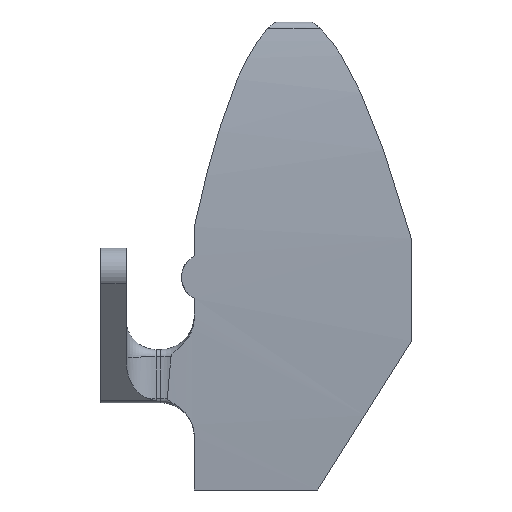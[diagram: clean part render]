
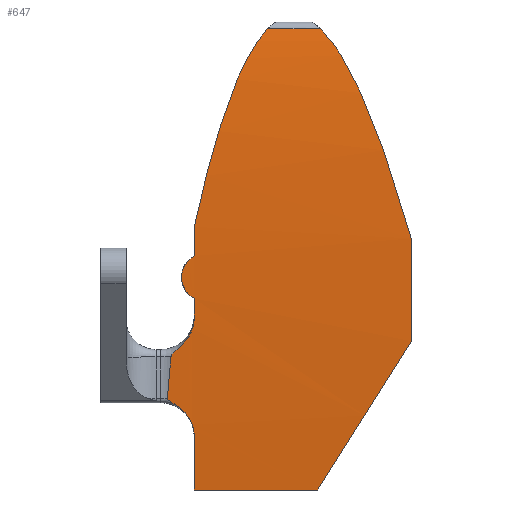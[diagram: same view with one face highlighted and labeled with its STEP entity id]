
A CAD part, top view. The second image highlights one B-rep face of the part: STEP entity #647.
In plain terms, the highlighted free-form (B-spline) face has degree [3, 1] with [4, 2] control points.
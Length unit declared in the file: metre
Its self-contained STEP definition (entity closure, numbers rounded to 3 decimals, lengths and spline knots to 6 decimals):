
#22=B_SPLINE_SURFACE_WITH_KNOTS('',3,1,((#1063,#1064),(#1065,#1066),(#1067,
#1068),(#1069,#1070)),.SURF_OF_LINEAR_EXTRUSION.,.F.,.F.,.F.,(4,4),(2,2),
(0.025392,1.),(0.,1.),.PIECEWISE_BEZIER_KNOTS.);
#33=B_SPLINE_CURVE_WITH_KNOTS('',3,(#1071,#1072,#1073,#1074,#1075,#1076,
#1077),.UNSPECIFIED.,.F.,.F.,(4,1,1,1,4),(0.,0.001522,0.003044,
0.004566,0.006088),.UNSPECIFIED.);
#34=B_SPLINE_CURVE_WITH_KNOTS('',3,(#1079,#1080,#1081,#1082,#1083,#1084,
#1085,#1086,#1087,#1088),.UNSPECIFIED.,.F.,.F.,(4,1,1,1,1,1,1,4),(0.,0.001401,
0.002802,0.003502,0.004202,0.004903,
0.005253,0.005603),.UNSPECIFIED.);
#35=B_SPLINE_CURVE_WITH_KNOTS('',3,(#1090,#1091,#1092,#1093),
 .UNSPECIFIED.,.F.,.F.,(4,4),(0.,0.004938),.UNSPECIFIED.);
#36=B_SPLINE_CURVE_WITH_KNOTS('',3,(#1095,#1096,#1097,#1098,#1099,#1100,
#1101,#1102,#1103,#1104,#1105,#1106,#1107),.UNSPECIFIED.,.F.,.F.,(4,1,1,
1,1,1,1,1,1,1,4),(0.,0.000181,0.000362,0.000725,
0.001087,0.001449,0.002174,0.002899,
0.003624,0.004348,0.005798),
 .UNSPECIFIED.);
#37=B_SPLINE_CURVE_WITH_KNOTS('',3,(#1112,#1113,#1114,#1115),
 .UNSPECIFIED.,.F.,.F.,(4,4),(0.,0.020727),
 .UNSPECIFIED.);
#38=B_SPLINE_CURVE_WITH_KNOTS('',3,(#1121,#1122,#1123,#1124,#1125,#1126,
#1127,#1128,#1129),.UNSPECIFIED.,.F.,.F.,(4,1,1,1,1,1,4),(0.,0.006785,
0.013571,0.016963,0.020356,0.023748,
0.027141),.UNSPECIFIED.);
#39=B_SPLINE_CURVE_WITH_KNOTS('',3,(#1133,#1134,#1135,#1136,#1137,#1138,
#1139,#1140),.UNSPECIFIED.,.F.,.F.,(4,1,1,1,1,4),(0.,
0.003121,0.006243,0.012486,0.018728,
0.024971),.UNSPECIFIED.);
#63=(
BOUNDED_CURVE()
B_SPLINE_CURVE(2,(#952,#953,#954),.UNSPECIFIED.,.F.,.F.)
B_SPLINE_CURVE_WITH_KNOTS((3,3),(0.,1.),.PIECEWISE_BEZIER_KNOTS.)
CURVE()
GEOMETRIC_REPRESENTATION_ITEM()
RATIONAL_B_SPLINE_CURVE((1.,1.,1.))
REPRESENTATION_ITEM('')
);
#68=(
BOUNDED_CURVE()
B_SPLINE_CURVE(2,(#1109,#1110,#1111),.UNSPECIFIED.,.F.,.F.)
B_SPLINE_CURVE_WITH_KNOTS((3,3),(0.,1.),.PIECEWISE_BEZIER_KNOTS.)
CURVE()
GEOMETRIC_REPRESENTATION_ITEM()
RATIONAL_B_SPLINE_CURVE((1.,1.,1.))
REPRESENTATION_ITEM('')
);
#69=(
BOUNDED_CURVE()
B_SPLINE_CURVE(2,(#1117,#1118,#1119),.UNSPECIFIED.,.F.,.F.)
B_SPLINE_CURVE_WITH_KNOTS((3,3),(0.,1.),.PIECEWISE_BEZIER_KNOTS.)
CURVE()
GEOMETRIC_REPRESENTATION_ITEM()
RATIONAL_B_SPLINE_CURVE((1.,1.,1.))
REPRESENTATION_ITEM('')
);
#70=(
BOUNDED_CURVE()
B_SPLINE_CURVE(2,(#1142,#1143,#1144),.UNSPECIFIED.,.F.,.F.)
B_SPLINE_CURVE_WITH_KNOTS((3,3),(0.,1.),.PIECEWISE_BEZIER_KNOTS.)
CURVE()
GEOMETRIC_REPRESENTATION_ITEM()
RATIONAL_B_SPLINE_CURVE((1.,1.,1.))
REPRESENTATION_ITEM('')
);
#124=ORIENTED_EDGE('',*,*,#323,.F.);
#125=ORIENTED_EDGE('',*,*,#305,.T.);
#126=ORIENTED_EDGE('',*,*,#324,.T.);
#127=ORIENTED_EDGE('',*,*,#325,.T.);
#128=ORIENTED_EDGE('',*,*,#326,.T.);
#129=ORIENTED_EDGE('',*,*,#327,.T.);
#130=ORIENTED_EDGE('',*,*,#322,.F.);
#131=ORIENTED_EDGE('',*,*,#328,.T.);
#132=ORIENTED_EDGE('',*,*,#329,.F.);
#133=ORIENTED_EDGE('',*,*,#330,.T.);
#134=ORIENTED_EDGE('',*,*,#331,.T.);
#135=ORIENTED_EDGE('',*,*,#332,.T.);
#136=ORIENTED_EDGE('',*,*,#333,.T.);
#305=EDGE_CURVE('',#406,#405,#63,.T.);
#322=EDGE_CURVE('',#421,#412,#470,.T.);
#323=EDGE_CURVE('',#406,#422,#33,.T.);
#324=EDGE_CURVE('',#405,#423,#34,.T.);
#325=EDGE_CURVE('',#423,#424,#35,.T.);
#326=EDGE_CURVE('',#424,#425,#36,.T.);
#327=EDGE_CURVE('',#425,#412,#68,.T.);
#328=EDGE_CURVE('',#421,#426,#37,.T.);
#329=EDGE_CURVE('',#427,#426,#69,.T.);
#330=EDGE_CURVE('',#427,#428,#38,.T.);
#331=EDGE_CURVE('',#428,#429,#471,.T.);
#332=EDGE_CURVE('',#429,#430,#39,.T.);
#333=EDGE_CURVE('',#430,#422,#70,.T.);
#405=VERTEX_POINT('',#951);
#406=VERTEX_POINT('',#955);
#412=VERTEX_POINT('',#990);
#421=VERTEX_POINT('',#1061);
#422=VERTEX_POINT('',#1078);
#423=VERTEX_POINT('',#1089);
#424=VERTEX_POINT('',#1094);
#425=VERTEX_POINT('',#1108);
#426=VERTEX_POINT('',#1116);
#427=VERTEX_POINT('',#1120);
#428=VERTEX_POINT('',#1130);
#429=VERTEX_POINT('',#1132);
#430=VERTEX_POINT('',#1141);
#470=LINE('',#1062,#506);
#471=LINE('',#1131,#507);
#506=VECTOR('',#782,1.);
#507=VECTOR('',#783,1.);
#543=EDGE_LOOP('',(#124,#125,#126,#127,#128,#129,#130,#131,#132,#133,#134,
#135,#136));
#589=FACE_BOUND('',#543,.T.);
#647=ADVANCED_FACE('',(#589),#22,.F.);
#782=DIRECTION('',(-1.,0.,0.));
#783=DIRECTION('',(-1.,0.,0.));
#951=CARTESIAN_POINT('',(-0.016,-0.019683,0.001715));
#952=CARTESIAN_POINT('',(-0.016,0.015,0.00075));
#953=CARTESIAN_POINT('',(-0.016,-0.000644,0.004087));
#954=CARTESIAN_POINT('',(-0.016,-0.04,0.));
#955=CARTESIAN_POINT('',(-0.016,-0.0175,0.001841));
#990=CARTESIAN_POINT('',(-0.016,-0.04,0.));
#1061=CARTESIAN_POINT('',(-0.0015,-0.04,0.));
#1062=CARTESIAN_POINT('',(0.044801,-0.04,0.));
#1063=CARTESIAN_POINT('',(0.0095,0.01419,0.000915));
#1064=CARTESIAN_POINT('',(-0.01934,0.01419,0.000915));
#1065=CARTESIAN_POINT('',(0.0095,0.003635,0.00296));
#1066=CARTESIAN_POINT('',(-0.01934,0.003635,0.00296));
#1067=CARTESIAN_POINT('',(0.0095,-0.014429,0.002656));
#1068=CARTESIAN_POINT('',(-0.01934,-0.014429,0.002656));
#1069=CARTESIAN_POINT('',(0.0095,-0.04,0.));
#1070=CARTESIAN_POINT('',(-0.01934,-0.04,0.));
#1071=CARTESIAN_POINT('',(-0.016,-0.0175,0.001841));
#1072=CARTESIAN_POINT('',(-0.016453,-0.017256,0.001855));
#1073=CARTESIAN_POINT('',(-0.017209,-0.016531,0.001894));
#1074=CARTESIAN_POINT('',(-0.017634,-0.015,0.00197));
#1075=CARTESIAN_POINT('',(-0.017213,-0.013476,0.002037));
#1076=CARTESIAN_POINT('',(-0.016453,-0.012744,0.002065));
#1077=CARTESIAN_POINT('',(-0.016,-0.0125,0.002075));
#1078=CARTESIAN_POINT('',(-0.016,-0.0125,0.002075));
#1079=CARTESIAN_POINT('',(-0.016,-0.019683,0.001715));
#1080=CARTESIAN_POINT('',(-0.016,-0.020153,0.001686));
#1081=CARTESIAN_POINT('',(-0.01616,-0.021085,0.001628));
#1082=CARTESIAN_POINT('',(-0.016711,-0.022128,0.001558));
#1083=CARTESIAN_POINT('',(-0.017309,-0.022848,0.001509));
#1084=CARTESIAN_POINT('',(-0.017815,-0.023335,0.001474));
#1085=CARTESIAN_POINT('',(-0.01827,-0.023714,0.001447));
#1086=CARTESIAN_POINT('',(-0.018608,-0.024027,0.001425));
#1087=CARTESIAN_POINT('',(-0.018749,-0.024237,0.00141));
#1088=CARTESIAN_POINT('',(-0.018755,-0.024356,0.001401));
#1089=CARTESIAN_POINT('',(-0.018755,-0.024356,0.001401));
#1090=CARTESIAN_POINT('',(-0.018755,-0.024356,0.001401));
#1091=CARTESIAN_POINT('',(-0.01884,-0.025996,0.001281));
#1092=CARTESIAN_POINT('',(-0.018952,-0.027635,0.001151));
#1093=CARTESIAN_POINT('',(-0.019166,-0.029262,0.001014));
#1094=CARTESIAN_POINT('',(-0.019166,-0.029262,0.001014));
#1095=CARTESIAN_POINT('',(-0.019166,-0.029262,0.001014));
#1096=CARTESIAN_POINT('',(-0.019174,-0.029322,0.001009));
#1097=CARTESIAN_POINT('',(-0.019095,-0.029429,0.001));
#1098=CARTESIAN_POINT('',(-0.018902,-0.029568,0.000988));
#1099=CARTESIAN_POINT('',(-0.018642,-0.029722,0.000975));
#1100=CARTESIAN_POINT('',(-0.018332,-0.029907,0.00096));
#1101=CARTESIAN_POINT('',(-0.017929,-0.030169,0.000937));
#1102=CARTESIAN_POINT('',(-0.017454,-0.030537,0.000905));
#1103=CARTESIAN_POINT('',(-0.016949,-0.031062,0.00086));
#1104=CARTESIAN_POINT('',(-0.016541,-0.031651,0.000807));
#1105=CARTESIAN_POINT('',(-0.016128,-0.032529,0.000729));
#1106=CARTESIAN_POINT('',(-0.016,-0.033246,0.000663));
#1107=CARTESIAN_POINT('',(-0.016,-0.033724,0.000619));
#1108=CARTESIAN_POINT('',(-0.016,-0.033724,0.000619));
#1109=CARTESIAN_POINT('',(-0.016,0.015,0.00075));
#1110=CARTESIAN_POINT('',(-0.016,-0.000644,0.004087));
#1111=CARTESIAN_POINT('',(-0.016,-0.04,0.));
#1112=CARTESIAN_POINT('',(-0.0015,-0.04,0.));
#1113=CARTESIAN_POINT('',(0.002163,-0.034173,0.000605));
#1114=CARTESIAN_POINT('',(0.005829,-0.02834,0.001132));
#1115=CARTESIAN_POINT('',(0.0095,-0.0225,0.001532));
#1116=CARTESIAN_POINT('',(0.0095,-0.0225,0.001532));
#1117=CARTESIAN_POINT('',(0.0095,0.015,0.00075));
#1118=CARTESIAN_POINT('',(0.0095,-0.000644,0.004087));
#1119=CARTESIAN_POINT('',(0.0095,-0.04,0.));
#1120=CARTESIAN_POINT('',(0.0095,-0.010438,0.002145));
#1121=CARTESIAN_POINT('',(0.0095,-0.010438,0.002145));
#1122=CARTESIAN_POINT('',(0.008885,-0.008261,0.002211));
#1123=CARTESIAN_POINT('',(0.007594,-0.003928,0.002287));
#1124=CARTESIAN_POINT('',(0.005755,0.00143,0.002197));
#1125=CARTESIAN_POINT('',(0.004067,0.005618,0.001976));
#1126=CARTESIAN_POINT('',(0.002641,0.008698,0.00172));
#1127=CARTESIAN_POINT('',(0.000993,0.011622,0.001367));
#1128=CARTESIAN_POINT('',(-0.000346,0.013405,0.001067));
#1129=CARTESIAN_POINT('',(-0.001179,0.01419,0.000915));
#1130=CARTESIAN_POINT('',(-0.001179,0.01419,0.000915));
#1131=CARTESIAN_POINT('',(0.0095,0.01419,0.000915));
#1132=CARTESIAN_POINT('',(-0.007388,0.01419,0.000915));
#1133=CARTESIAN_POINT('',(-0.007388,0.01419,0.000915));
#1134=CARTESIAN_POINT('',(-0.008129,0.013441,0.00106));
#1135=CARTESIAN_POINT('',(-0.0093,0.011745,0.001348));
#1136=CARTESIAN_POINT('',(-0.011164,0.008012,0.001808));
#1137=CARTESIAN_POINT('',(-0.012916,0.003096,0.00215));
#1138=CARTESIAN_POINT('',(-0.014608,-0.002955,0.002282));
#1139=CARTESIAN_POINT('',(-0.015556,-0.007031,0.002233));
#1140=CARTESIAN_POINT('',(-0.016,-0.009076,0.002183));
#1141=CARTESIAN_POINT('',(-0.016,-0.009076,0.002183));
#1142=CARTESIAN_POINT('',(-0.016,0.015,0.00075));
#1143=CARTESIAN_POINT('',(-0.016,-0.000644,0.004087));
#1144=CARTESIAN_POINT('',(-0.016,-0.04,0.));
